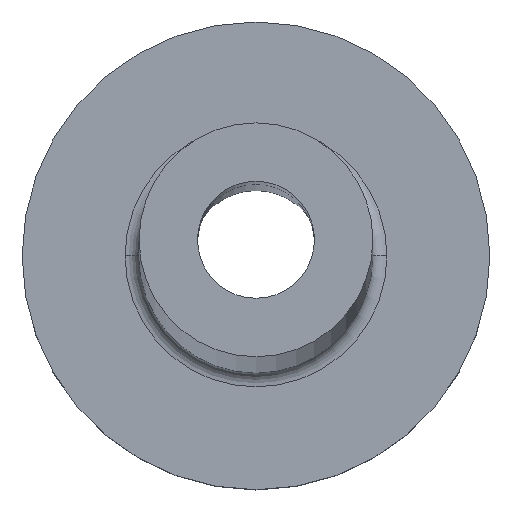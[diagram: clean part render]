
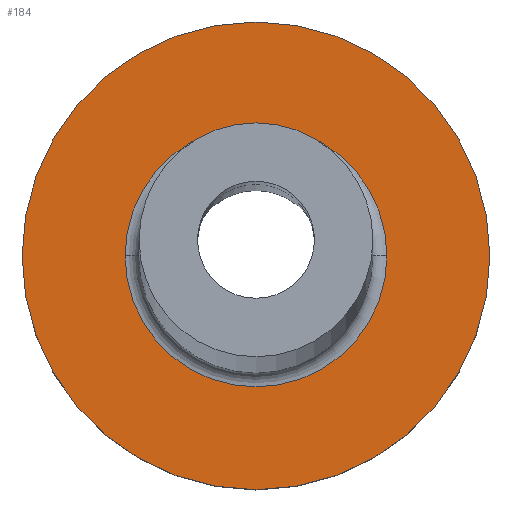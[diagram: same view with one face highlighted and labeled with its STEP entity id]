
A CAD part, top view. The second image highlights one B-rep face of the part: STEP entity #184.
In plain terms, the highlighted planar face has unit normal (0, 0, 1).
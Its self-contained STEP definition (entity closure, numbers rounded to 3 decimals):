
#1 = DIRECTION ( 'NONE',  ( 1., 0., 0. ) ) ;
#3 = DIRECTION ( 'NONE',  ( 0., 0., -1. ) ) ;
#5 = DIRECTION ( 'NONE',  ( 1., 0., 0. ) ) ;
#15 = CARTESIAN_POINT ( 'NONE',  ( 2.8, 0., 3. ) ) ;
#16 = ORIENTED_EDGE ( 'NONE', *, *, #117, .T. ) ;
#22 = AXIS2_PLACEMENT_3D ( 'NONE', #294, #460, #216 ) ;
#32 = EDGE_CURVE ( 'NONE', #149, #284, #322, .T. ) ;
#36 = FACE_OUTER_BOUND ( 'NONE', #215, .T. ) ;
#42 = CARTESIAN_POINT ( 'NONE',  ( -2.8, 0., 3. ) ) ;
#65 = CARTESIAN_POINT ( 'NONE',  ( 0., 0., 3. ) ) ;
#76 = AXIS2_PLACEMENT_3D ( 'NONE', #299, #439, #409 ) ;
#77 = DIRECTION ( 'NONE',  ( 0., 0., 1. ) ) ;
#97 = CIRCLE ( 'NONE', #274, 5. ) ;
#117 = EDGE_CURVE ( 'NONE', #284, #149, #124, .T. ) ;
#124 = CIRCLE ( 'NONE', #180, 2.8 ) ;
#126 = AXIS2_PLACEMENT_3D ( 'NONE', #212, #352, #1 ) ;
#149 = VERTEX_POINT ( 'NONE', #42 ) ;
#180 = AXIS2_PLACEMENT_3D ( 'NONE', #65, #3, #5 ) ;
#184 = ADVANCED_FACE ( 'NONE', ( #250, #36 ), #391, .T. ) ;
#212 = CARTESIAN_POINT ( 'NONE',  ( 0., 0., 3. ) ) ;
#215 = EDGE_LOOP ( 'NONE', ( #232, #336 ) ) ;
#216 = DIRECTION ( 'NONE',  ( 1., 0., 0. ) ) ;
#218 = EDGE_LOOP ( 'NONE', ( #16, #264 ) ) ;
#221 = CIRCLE ( 'NONE', #76, 5. ) ;
#232 = ORIENTED_EDGE ( 'NONE', *, *, #246, .T. ) ;
#246 = EDGE_CURVE ( 'NONE', #366, #363, #97, .T. ) ;
#250 = FACE_BOUND ( 'NONE', #218, .T. ) ;
#263 = DIRECTION ( 'NONE',  ( 1., 0., 0. ) ) ;
#264 = ORIENTED_EDGE ( 'NONE', *, *, #32, .T. ) ;
#274 = AXIS2_PLACEMENT_3D ( 'NONE', #406, #77, #263 ) ;
#284 = VERTEX_POINT ( 'NONE', #15 ) ;
#293 = EDGE_CURVE ( 'NONE', #363, #366, #221, .T. ) ;
#294 = CARTESIAN_POINT ( 'NONE',  ( 0., 0., 3. ) ) ;
#299 = CARTESIAN_POINT ( 'NONE',  ( 0., 0., 3. ) ) ;
#322 = CIRCLE ( 'NONE', #22, 2.8 ) ;
#336 = ORIENTED_EDGE ( 'NONE', *, *, #293, .T. ) ;
#337 = CARTESIAN_POINT ( 'NONE',  ( -5., 0., 3. ) ) ;
#352 = DIRECTION ( 'NONE',  ( 0., 0., 1. ) ) ;
#363 = VERTEX_POINT ( 'NONE', #379 ) ;
#366 = VERTEX_POINT ( 'NONE', #337 ) ;
#379 = CARTESIAN_POINT ( 'NONE',  ( 5., 0., 3. ) ) ;
#391 = PLANE ( 'NONE',  #126 ) ;
#406 = CARTESIAN_POINT ( 'NONE',  ( 0., 0., 3. ) ) ;
#409 = DIRECTION ( 'NONE',  ( 1., 0., 0. ) ) ;
#439 = DIRECTION ( 'NONE',  ( 0., 0., 1. ) ) ;
#460 = DIRECTION ( 'NONE',  ( 0., 0., -1. ) ) ;
